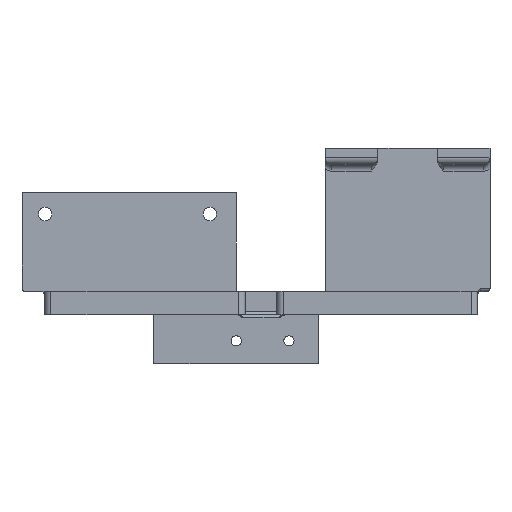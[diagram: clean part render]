
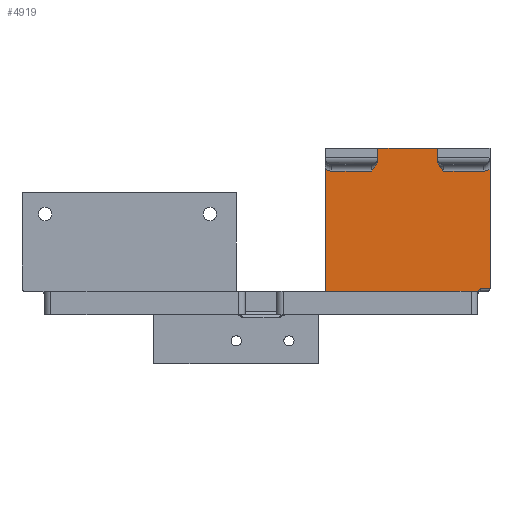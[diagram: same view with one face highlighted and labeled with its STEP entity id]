
A CAD part, left-side view. The second image highlights one B-rep face of the part: STEP entity #4919.
In plain terms, the highlighted planar face has unit normal (-1, 0, 0).
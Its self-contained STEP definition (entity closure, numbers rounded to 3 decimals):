
#160=PLANE('',#5238);
#265=LINE('',#7221,#687);
#272=LINE('',#7254,#694);
#288=LINE('',#7332,#710);
#292=LINE('',#7360,#714);
#294=LINE('',#7381,#716);
#295=LINE('',#7383,#717);
#296=LINE('',#7392,#718);
#297=LINE('',#7393,#719);
#298=LINE('',#7394,#720);
#687=VECTOR('',#5736,10.);
#694=VECTOR('',#5757,10.);
#710=VECTOR('',#5813,10.);
#714=VECTOR('',#5833,10.);
#716=VECTOR('',#5845,10.);
#717=VECTOR('',#5846,10.);
#718=VECTOR('',#5847,10.);
#719=VECTOR('',#5848,10.);
#720=VECTOR('',#5849,10.);
#1277=FACE_OUTER_BOUND('',#1548,.T.);
#1548=EDGE_LOOP('',(#3478,#3479,#3480,#3481,#3482,#3483,#3484,#3485,#3486,
#3487,#3488,#3489,#3490,#3491));
#1871=B_SPLINE_CURVE_WITH_KNOTS('',3,(#7202,#7203,#7204,#7205,#7206,#7207,
#7208,#7209,#7210,#7211),.UNSPECIFIED.,.F.,.F.,(4,2,2,2,4),(1.011,
1.088,1.164,1.282,1.399),
 .UNSPECIFIED.);
#1872=B_SPLINE_CURVE_WITH_KNOTS('',3,(#7237,#7238,#7239,#7240,#7241,#7242,
#7243,#7244,#7245,#7246),.UNSPECIFIED.,.F.,.F.,(4,2,2,2,4),(0.,0.118,
0.235,0.312,0.388),.UNSPECIFIED.);
#1877=B_SPLINE_CURVE_WITH_KNOTS('',3,(#7385,#7386,#7387,#7388,#7389,#7390),
 .UNSPECIFIED.,.F.,.F.,(4,2,4),(0.,0.118,0.122),
 .UNSPECIFIED.);
#1936=CIRCLE('',#5227,4.);
#1941=CIRCLE('',#5237,4.);
#2175=VERTEX_POINT('',#7199);
#2176=VERTEX_POINT('',#7201);
#2179=VERTEX_POINT('',#7220);
#2185=VERTEX_POINT('',#7235);
#2186=VERTEX_POINT('',#7236);
#2188=VERTEX_POINT('',#7252);
#2210=VERTEX_POINT('',#7330);
#2212=VERTEX_POINT('',#7335);
#2216=VERTEX_POINT('',#7359);
#2218=VERTEX_POINT('',#7365);
#2220=VERTEX_POINT('',#7380);
#2221=VERTEX_POINT('',#7382);
#2222=VERTEX_POINT('',#7384);
#2223=VERTEX_POINT('',#7391);
#2651=EDGE_CURVE('',#2175,#2176,#1871,.F.);
#2656=EDGE_CURVE('',#2179,#2176,#265,.T.);
#2663=EDGE_CURVE('',#2185,#2186,#1872,.F.);
#2668=EDGE_CURVE('',#2185,#2188,#272,.T.);
#2697=EDGE_CURVE('',#2210,#2175,#288,.T.);
#2699=EDGE_CURVE('',#2212,#2210,#1936,.T.);
#2706=EDGE_CURVE('',#2186,#2216,#292,.T.);
#2711=EDGE_CURVE('',#2216,#2218,#1941,.T.);
#2712=EDGE_CURVE('',#2220,#2212,#294,.T.);
#2713=EDGE_CURVE('',#2221,#2220,#295,.T.);
#2714=EDGE_CURVE('',#2222,#2221,#1877,.T.);
#2715=EDGE_CURVE('',#2223,#2222,#296,.T.);
#2716=EDGE_CURVE('',#2223,#2218,#297,.T.);
#2717=EDGE_CURVE('',#2179,#2188,#298,.T.);
#3478=ORIENTED_EDGE('',*,*,#2699,.F.);
#3479=ORIENTED_EDGE('',*,*,#2712,.F.);
#3480=ORIENTED_EDGE('',*,*,#2713,.F.);
#3481=ORIENTED_EDGE('',*,*,#2714,.F.);
#3482=ORIENTED_EDGE('',*,*,#2715,.F.);
#3483=ORIENTED_EDGE('',*,*,#2716,.T.);
#3484=ORIENTED_EDGE('',*,*,#2711,.F.);
#3485=ORIENTED_EDGE('',*,*,#2706,.F.);
#3486=ORIENTED_EDGE('',*,*,#2663,.F.);
#3487=ORIENTED_EDGE('',*,*,#2668,.T.);
#3488=ORIENTED_EDGE('',*,*,#2717,.F.);
#3489=ORIENTED_EDGE('',*,*,#2656,.T.);
#3490=ORIENTED_EDGE('',*,*,#2651,.F.);
#3491=ORIENTED_EDGE('',*,*,#2697,.F.);
#4919=ADVANCED_FACE('',(#1277),#160,.T.);
#5227=AXIS2_PLACEMENT_3D('',#7346,#5816,#5817);
#5237=AXIS2_PLACEMENT_3D('',#7378,#5841,#5842);
#5238=AXIS2_PLACEMENT_3D('',#7379,#5843,#5844);
#5736=DIRECTION('',(0.,0.,-1.));
#5757=DIRECTION('',(0.,0.,1.));
#5813=DIRECTION('',(0.,-1.,0.));
#5816=DIRECTION('center_axis',(-1.,0.,0.));
#5817=DIRECTION('ref_axis',(0.,0.707,-0.707));
#5833=DIRECTION('',(0.,-1.,0.));
#5841=DIRECTION('center_axis',(-1.,0.,0.));
#5842=DIRECTION('ref_axis',(0.,-0.707,-0.707));
#5843=DIRECTION('center_axis',(-1.,0.,0.));
#5844=DIRECTION('ref_axis',(0.,-1.,0.));
#5845=DIRECTION('',(0.,0.,1.));
#5846=DIRECTION('',(0.,1.,0.));
#5847=DIRECTION('',(0.,1.,0.));
#5848=DIRECTION('',(0.,0.,1.));
#5849=DIRECTION('',(0.,-1.,0.));
#7199=CARTESIAN_POINT('',(-61.,-41.,36.5));
#7201=CARTESIAN_POINT('',(-61.,-43.,39.964));
#7202=CARTESIAN_POINT('Ctrl Pts',(-61.,-43.,39.964));
#7203=CARTESIAN_POINT('Ctrl Pts',(-61.,-43.,39.709));
#7204=CARTESIAN_POINT('Ctrl Pts',(-61.,-42.961,39.434));
#7205=CARTESIAN_POINT('Ctrl Pts',(-61.,-42.811,38.902));
#7206=CARTESIAN_POINT('Ctrl Pts',(-61.,-42.7,38.645));
#7207=CARTESIAN_POINT('Ctrl Pts',(-61.,-42.394,38.076));
#7208=CARTESIAN_POINT('Ctrl Pts',(-61.,-42.142,37.73));
#7209=CARTESIAN_POINT('Ctrl Pts',(-61.,-41.583,37.082));
#7210=CARTESIAN_POINT('Ctrl Pts',(-61.,-41.277,36.777));
#7211=CARTESIAN_POINT('Ctrl Pts',(-61.,-41.,36.5));
#7220=CARTESIAN_POINT('',(-61.,-43.,43.5));
#7221=CARTESIAN_POINT('',(-61.,-43.,21.75));
#7235=CARTESIAN_POINT('',(-61.,-61.,39.964));
#7236=CARTESIAN_POINT('',(-61.,-63.,36.5));
#7237=CARTESIAN_POINT('Ctrl Pts',(-61.,-63.,36.5));
#7238=CARTESIAN_POINT('Ctrl Pts',(-61.,-62.723,36.777));
#7239=CARTESIAN_POINT('Ctrl Pts',(-61.,-62.417,37.082));
#7240=CARTESIAN_POINT('Ctrl Pts',(-61.,-61.858,37.73));
#7241=CARTESIAN_POINT('Ctrl Pts',(-61.,-61.606,38.076));
#7242=CARTESIAN_POINT('Ctrl Pts',(-61.,-61.3,38.645));
#7243=CARTESIAN_POINT('Ctrl Pts',(-61.,-61.189,38.902));
#7244=CARTESIAN_POINT('Ctrl Pts',(-61.,-61.039,39.434));
#7245=CARTESIAN_POINT('Ctrl Pts',(-61.,-61.,39.709));
#7246=CARTESIAN_POINT('Ctrl Pts',(-61.,-61.,39.964));
#7252=CARTESIAN_POINT('',(-61.,-61.,43.5));
#7254=CARTESIAN_POINT('',(-61.,-61.,21.75));
#7330=CARTESIAN_POINT('',(-61.,-29.,36.5));
#7332=CARTESIAN_POINT('',(-61.,-31.,36.5));
#7335=CARTESIAN_POINT('',(-61.,-27.,37.036));
#7346=CARTESIAN_POINT('Origin',(-61.,-29.,40.5));
#7359=CARTESIAN_POINT('',(-61.,-75.,36.5));
#7360=CARTESIAN_POINT('',(-61.,-48.,36.5));
#7365=CARTESIAN_POINT('',(-61.,-77.,37.036));
#7378=CARTESIAN_POINT('Origin',(-61.,-75.,40.5));
#7379=CARTESIAN_POINT('Origin',(-61.,-27.,0.));
#7380=CARTESIAN_POINT('',(-61.,-27.,0.));
#7381=CARTESIAN_POINT('',(-61.,-27.,0.));
#7382=CARTESIAN_POINT('',(-61.,-73.44,0.));
#7383=CARTESIAN_POINT('',(-61.,0.375,0.));
#7384=CARTESIAN_POINT('',(-61.,-74.25,1.));
#7385=CARTESIAN_POINT('Ctrl Pts',(-61.,-74.25,1.));
#7386=CARTESIAN_POINT('Ctrl Pts',(-61.,-73.973,0.723));
#7387=CARTESIAN_POINT('Ctrl Pts',(-61.,-73.646,0.385));
#7388=CARTESIAN_POINT('Ctrl Pts',(-61.,-73.453,0.027));
#7389=CARTESIAN_POINT('Ctrl Pts',(-61.,-73.446,0.013));
#7390=CARTESIAN_POINT('Ctrl Pts',(-61.,-73.44,0.));
#7391=CARTESIAN_POINT('',(-61.,-77.,1.));
#7392=CARTESIAN_POINT('',(-61.,-39.5,1.));
#7393=CARTESIAN_POINT('',(-61.,-77.,0.));
#7394=CARTESIAN_POINT('',(-61.,-27.,43.5));
